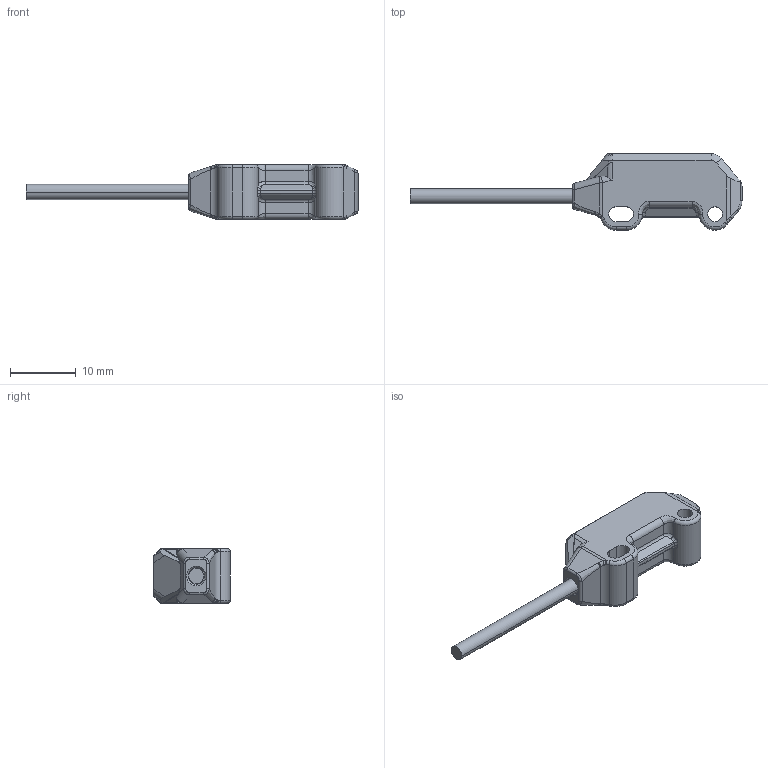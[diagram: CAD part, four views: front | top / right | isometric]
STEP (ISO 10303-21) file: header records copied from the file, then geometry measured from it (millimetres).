
FILE_DESCRIPTION((''),'2;1');
FILE_NAME('149854_SM01_ASM','2025-08-19T13:47:13',('banengservice'),('BANNER ENGINEERING'),'CREO PARAMETRIC BY PTC INC, 2022414','CREO PARAMETRIC BY PTC INC, 2022414','');
FILE_SCHEMA(('CONFIG_CONTROL_DESIGN'));
Products named in the file (3): 149854_EP01; 55142; 149854_SM01_ASM
Assembly tree (2 placements, depth 2):
  149854_SM01_ASM
    149854_EP01
    55142
Bounding box: 50.32 x 11.58 x 8.33 mm (x, y, z)
Volume: 1774.1 mm3; surface area: 1324.6 mm2
Topology: 2 solids, 2 shells, 215 faces, 530 edges, 321 vertices
Faces by surface type: cylinder 74, bspline 70, plane 53, torus 8, cone 6, revolution 4
Entity records: 10981 total; most frequent: CARTESIAN_POINT 6333, ORIENTED_EDGE 1052, DIRECTION 803, EDGE_CURVE 526, VERTEX_POINT 321, AXIS2_PLACEMENT_3D 301, EDGE_LOOP 227, FACE_OUTER_BOUND 214
